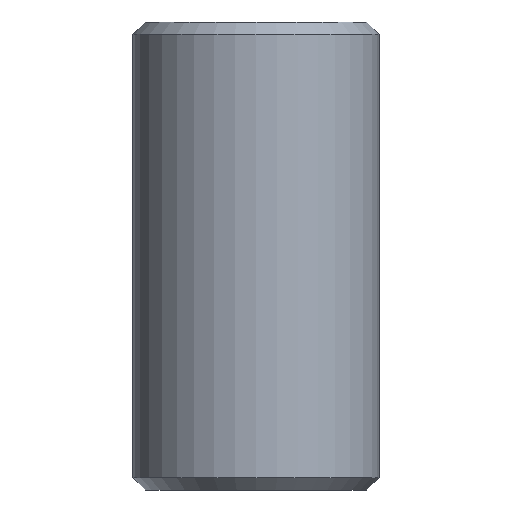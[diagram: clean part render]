
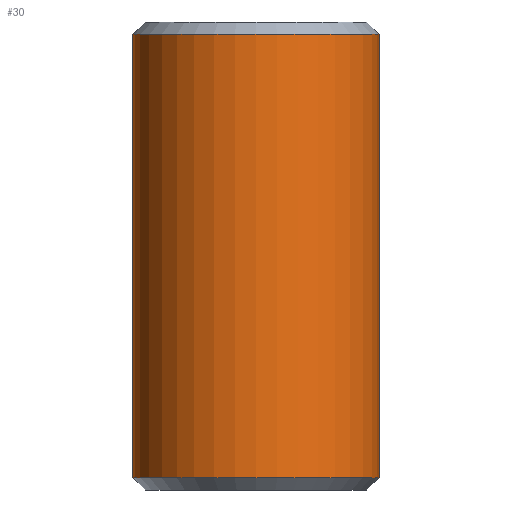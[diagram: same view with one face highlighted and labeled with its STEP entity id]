
A CAD part, front view. The second image highlights one B-rep face of the part: STEP entity #30.
In plain terms, the highlighted cylindrical face has radius 10 mm (diameter 20 mm), a partial arc.
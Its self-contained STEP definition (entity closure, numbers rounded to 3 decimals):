
#12 = DIRECTION ( 'NONE',  ( 0., 0., -1. ) ) ;
#30 = ADVANCED_FACE ( 'NONE', ( #128 ), #300, .T. ) ;
#44 = CARTESIAN_POINT ( 'NONE',  ( 10., 0., 1. ) ) ;
#54 = VERTEX_POINT ( 'NONE', #84 ) ;
#56 = VECTOR ( 'NONE', #12, 1000. ) ;
#60 = DIRECTION ( 'NONE',  ( -1., 0., 0. ) ) ;
#65 = LINE ( 'NONE', #163, #56 ) ;
#84 = CARTESIAN_POINT ( 'NONE',  ( 10., 0., 37. ) ) ;
#85 = AXIS2_PLACEMENT_3D ( 'NONE', #146, #340, #173 ) ;
#94 = EDGE_CURVE ( 'NONE', #282, #111, #257, .T. ) ;
#111 = VERTEX_POINT ( 'NONE', #265 ) ;
#118 = ORIENTED_EDGE ( 'NONE', *, *, #276, .T. ) ;
#128 = FACE_OUTER_BOUND ( 'NONE', #256, .T. ) ;
#133 = ORIENTED_EDGE ( 'NONE', *, *, #334, .T. ) ;
#146 = CARTESIAN_POINT ( 'NONE',  ( 0., 0., 1. ) ) ;
#153 = CARTESIAN_POINT ( 'NONE',  ( 0., 0., 37. ) ) ;
#155 = ORIENTED_EDGE ( 'NONE', *, *, #94, .T. ) ;
#163 = CARTESIAN_POINT ( 'NONE',  ( 10., 0., 38. ) ) ;
#173 = DIRECTION ( 'NONE',  ( 1., 0., 0. ) ) ;
#174 = AXIS2_PLACEMENT_3D ( 'NONE', #318, #303, #60 ) ;
#180 = DIRECTION ( 'NONE',  ( 1., 0., 0. ) ) ;
#182 = VECTOR ( 'NONE', #302, 1000. ) ;
#187 = AXIS2_PLACEMENT_3D ( 'NONE', #153, #349, #180 ) ;
#245 = EDGE_CURVE ( 'NONE', #54, #291, #65, .T. ) ;
#256 = EDGE_LOOP ( 'NONE', ( #275, #133, #155, #118 ) ) ;
#257 = LINE ( 'NONE', #337, #182 ) ;
#264 = CARTESIAN_POINT ( 'NONE',  ( -10., 0., 37. ) ) ;
#265 = CARTESIAN_POINT ( 'NONE',  ( -10., 0., 1. ) ) ;
#275 = ORIENTED_EDGE ( 'NONE', *, *, #245, .F. ) ;
#276 = EDGE_CURVE ( 'NONE', #111, #291, #308, .T. ) ;
#282 = VERTEX_POINT ( 'NONE', #264 ) ;
#291 = VERTEX_POINT ( 'NONE', #44 ) ;
#300 = CYLINDRICAL_SURFACE ( 'NONE', #174, 10. ) ;
#302 = DIRECTION ( 'NONE',  ( 0., 0., -1. ) ) ;
#303 = DIRECTION ( 'NONE',  ( 0., 0., -1. ) ) ;
#308 = CIRCLE ( 'NONE', #85, 10. ) ;
#318 = CARTESIAN_POINT ( 'NONE',  ( 0., 0., 38. ) ) ;
#327 = CIRCLE ( 'NONE', #187, 10. ) ;
#334 = EDGE_CURVE ( 'NONE', #54, #282, #327, .T. ) ;
#337 = CARTESIAN_POINT ( 'NONE',  ( -10., 0., 38. ) ) ;
#340 = DIRECTION ( 'NONE',  ( 0., 0., 1. ) ) ;
#349 = DIRECTION ( 'NONE',  ( 0., 0., -1. ) ) ;
